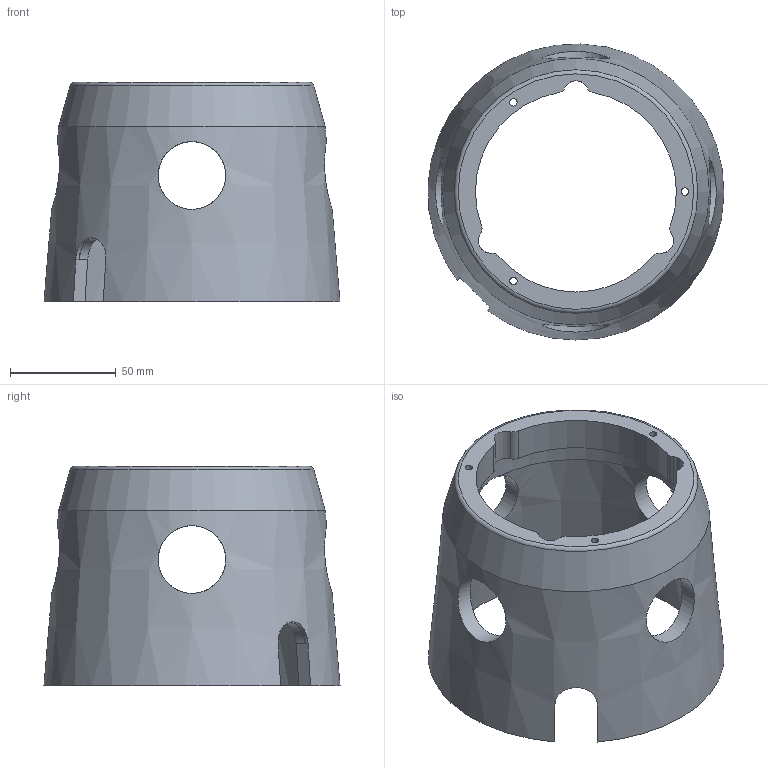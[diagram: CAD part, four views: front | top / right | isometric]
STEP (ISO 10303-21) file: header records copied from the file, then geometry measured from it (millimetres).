
FILE_DESCRIPTION(/* description */ (''),/* implementation_level */ '2;1');
FILE_NAME(/* name */ 'ACWA-0210-BB_MOUSSE_EXTERNE v19.step',/* time_stamp */ '2024-03-14T14:42:13+01:00',/* author */ (''),/* organization */ (''),/* preprocessor_version */ 'ST-DEVELOPER v20',/* originating_system */ 'Autodesk Translation Framework v12.20.1.177',/* authorisation */ '');
FILE_SCHEMA (('AUTOMOTIVE_DESIGN { 1 0 10303 214 3 1 1 }'));
Length unit declared in the file: millimetre
Products named in the file (2): ACWA-0210-BB_MOUSSE_EXTERNE; ACWA-0210-BB_MOUSSE_EXTERNE_1
Assembly tree (1 placements, depth 2):
  ACWA-0210-BB_MOUSSE_EXTERNE
    ACWA-0210-BB_MOUSSE_EXTERNE_1
Bounding box: 139.92 x 139.98 x 103.6 mm (x, y, z)
Volume: 296577.9 mm3; surface area: 85092.4 mm2
Topology: 1 solids, 1 shells, 39 faces, 125 edges, 83 vertices
Faces by surface type: cone 18, cylinder 8, bspline 7, plane 5, torus 1
Full cylindrical faces by diameter (mm): 3.5 x3, 32 x4
Entity records: 2566 total; most frequent: CARTESIAN_POINT 1516, ORIENTED_EDGE 250, DIRECTION 152, EDGE_CURVE 125, VERTEX_POINT 83, B_SPLINE_CURVE_WITH_KNOTS 71, AXIS2_PLACEMENT_3D 67, EDGE_LOOP 50
